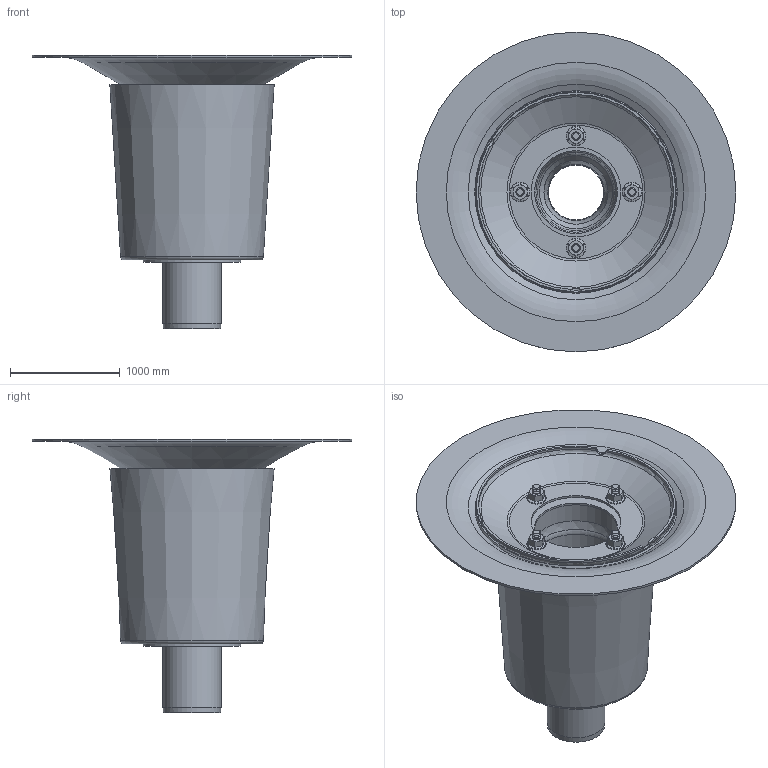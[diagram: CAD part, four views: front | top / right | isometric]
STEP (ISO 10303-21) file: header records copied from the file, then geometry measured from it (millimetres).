
FILE_DESCRIPTION(/* description */ (''),/* implementation_level */ '2;1');
FILE_NAME(/* name */ '19232.050X_3D.stp',/* time_stamp */ '2025-11-13T07:25:32+01:00',/* author */ ('d.brandes'),/* organization */ (''),/* preprocessor_version */ 'ST-DEVELOPER v20.1',/* originating_system */ 'AutoCAD Mechanical',/* authorisation */ '');
FILE_SCHEMA (('AUTOMOTIVE_DESIGN { 1 0 10303 214 3 1 1 }'));
Length unit declared in the file: centimetre
Products named in the file (2): Product; *S0
Assembly tree (1 placements, depth 2):
  Product
    *S0
Bounding box: 2920 x 2920 x 2500 mm (x, y, z)
Volume: 1520538424.3 mm3; surface area: 46305526.3 mm2
Topology: 15 solids, 15 shells, 269 faces, 610 edges, 369 vertices
Faces by surface type: cone 138, plane 60, cylinder 43, torus 26, bspline 2
Full cylindrical faces by diameter (mm): 40 x3, 66.47 x4, 80 x4, 100 x1, 110 x4, 510 x1, 530 x2, 706 x1, 730 x1, 756 x1, 758 x1, 782 x1, 808 x1, 820 x1, 832 x1, 890 x1, 950 x1, 1070 x1, 2920 x1
Entity records: 8340 total; most frequent: CARTESIAN_POINT 2136, DIRECTION 1365, ORIENTED_EDGE 1218, EDGE_CURVE 609, AXIS2_PLACEMENT_3D 592, VERTEX_POINT 367, CIRCLE 322, EDGE_LOOP 304
